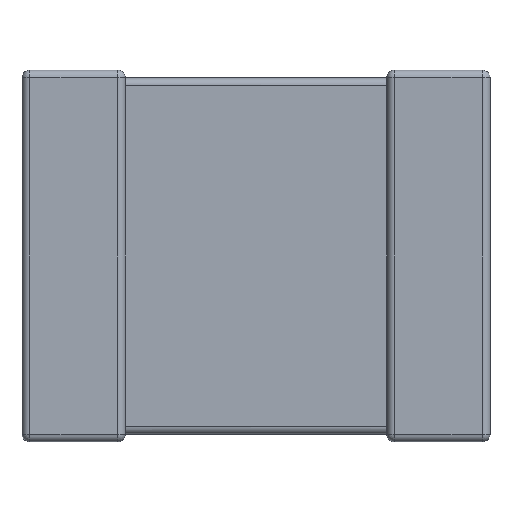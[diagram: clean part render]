
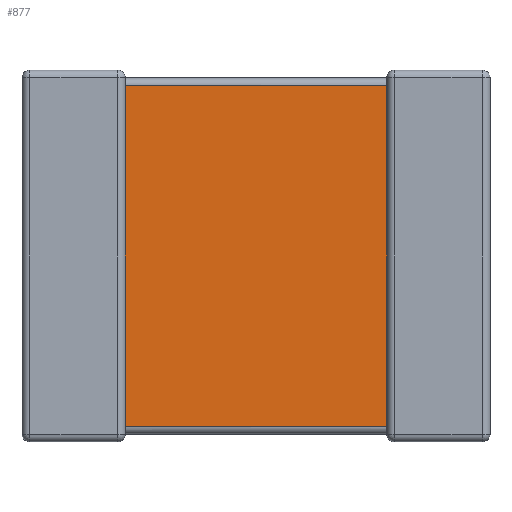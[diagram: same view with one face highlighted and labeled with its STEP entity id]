
A CAD part, front view. The second image highlights one B-rep face of the part: STEP entity #877.
In plain terms, the highlighted planar face has unit normal (0, -1, 0).
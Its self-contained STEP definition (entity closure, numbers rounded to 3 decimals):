
#116 = EDGE_CURVE ( 'NONE', #2309, #2535, #3780, .T. ) ;
#182 = CARTESIAN_POINT ( 'NONE',  ( 2.65, 0.056, -2.588 ) ) ;
#367 = CARTESIAN_POINT ( 'NONE',  ( 2.65, 0.056, -0.112 ) ) ;
#378 = DIRECTION ( 'NONE',  ( -1., 0., 0. ) ) ;
#464 = PLANE ( 'NONE',  #1250 ) ;
#481 = FACE_OUTER_BOUND ( 'NONE', #716, .T. ) ;
#495 = ORIENTED_EDGE ( 'NONE', *, *, #1366, .F. ) ;
#550 = DIRECTION ( 'NONE',  ( 1., 0., 0. ) ) ;
#652 = VECTOR ( 'NONE', #1797, 1000. ) ;
#716 = EDGE_LOOP ( 'NONE', ( #495, #2753, #849, #3483 ) ) ;
#849 = ORIENTED_EDGE ( 'NONE', *, *, #116, .T. ) ;
#877 = ADVANCED_FACE ( 'NONE', ( #481 ), #464, .T. ) ;
#1043 = CARTESIAN_POINT ( 'NONE',  ( 0.75, 0.056, -0.112 ) ) ;
#1203 = CARTESIAN_POINT ( 'NONE',  ( 0.75, 0.056, -2.7 ) ) ;
#1245 = CARTESIAN_POINT ( 'NONE',  ( 0.75, 0.056, -0.112 ) ) ;
#1250 = AXIS2_PLACEMENT_3D ( 'NONE', #1203, #1946, #1581 ) ;
#1366 = EDGE_CURVE ( 'NONE', #1508, #3682, #2660, .T. ) ;
#1508 = VERTEX_POINT ( 'NONE', #4566 ) ;
#1581 = DIRECTION ( 'NONE',  ( 1., 0., 0. ) ) ;
#1797 = DIRECTION ( 'NONE',  ( 0., 0., 1. ) ) ;
#1946 = DIRECTION ( 'NONE',  ( 0., -1., 0. ) ) ;
#1993 = VECTOR ( 'NONE', #4445, 1000. ) ;
#2122 = EDGE_CURVE ( 'NONE', #2535, #3682, #3111, .T. ) ;
#2309 = VERTEX_POINT ( 'NONE', #182 ) ;
#2535 = VERTEX_POINT ( 'NONE', #367 ) ;
#2660 = LINE ( 'NONE', #2663, #1993 ) ;
#2663 = CARTESIAN_POINT ( 'NONE',  ( 0.75, 0.056, -2.7 ) ) ;
#2741 = CARTESIAN_POINT ( 'NONE',  ( 2.65, 0.056, -2.588 ) ) ;
#2753 = ORIENTED_EDGE ( 'NONE', *, *, #4623, .T. ) ;
#2763 = VECTOR ( 'NONE', #378, 1000. ) ;
#3111 = LINE ( 'NONE', #1043, #2763 ) ;
#3247 = CARTESIAN_POINT ( 'NONE',  ( 2.65, 0.056, -2.7 ) ) ;
#3483 = ORIENTED_EDGE ( 'NONE', *, *, #2122, .T. ) ;
#3682 = VERTEX_POINT ( 'NONE', #1245 ) ;
#3767 = VECTOR ( 'NONE', #550, 1000. ) ;
#3780 = LINE ( 'NONE', #3247, #652 ) ;
#3886 = LINE ( 'NONE', #2741, #3767 ) ;
#4445 = DIRECTION ( 'NONE',  ( 0., 0., 1. ) ) ;
#4566 = CARTESIAN_POINT ( 'NONE',  ( 0.75, 0.056, -2.588 ) ) ;
#4623 = EDGE_CURVE ( 'NONE', #1508, #2309, #3886, .T. ) ;
